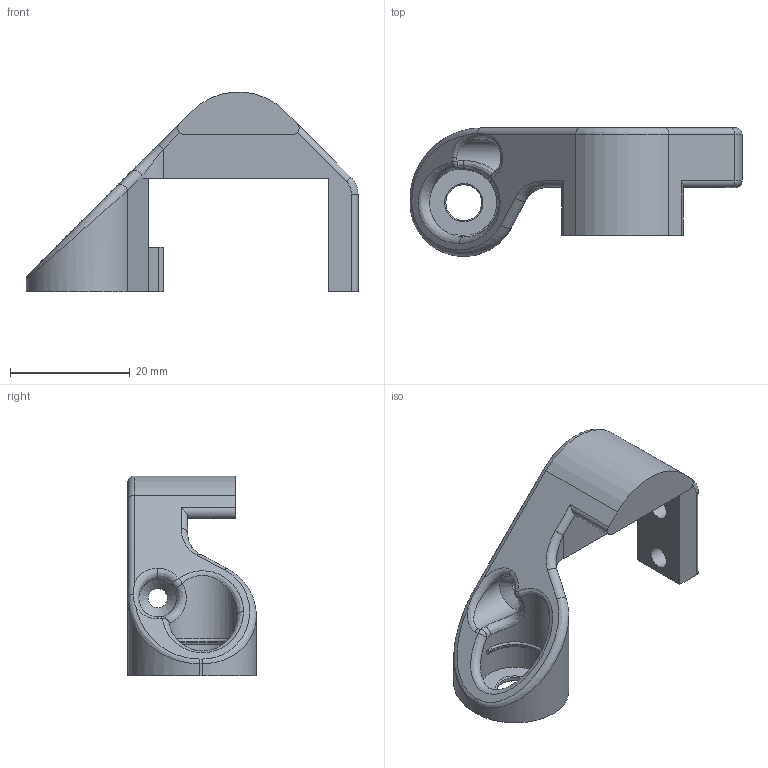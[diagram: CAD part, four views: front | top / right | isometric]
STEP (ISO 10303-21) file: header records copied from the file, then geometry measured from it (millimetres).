
FILE_DESCRIPTION(('HOOPS Exchange Step'),'2;1');
FILE_NAME('temp_export','2024-12-21T17:11:03+08:00',('27699'),('Shapr3D Limited'),'HOOPS Exchange 2024.6','Shapr3D','Authorized');
FILE_SCHEMA( ('AP242_MANAGED_MODEL_BASED_3D_ENGINEERING_MIM_LF {1 0 10303 442 1 1 4 }') );
Length unit declared in the file: millimetre
Products named in the file (1): Z轴丝杆-Z轴cnc主体连接件（上端）
Bounding box: 55.5 x 21.47 x 33.4 mm (x, y, z)
Volume: 8140.1 mm3; surface area: 4454.5 mm2
Topology: 1 solids, 1 shells, 71 faces, 197 edges, 126 vertices
Faces by surface type: cylinder 25, plane 21, bspline 12, torus 6, cone 5, sphere 2
Full cylindrical faces by diameter (mm): 3.2 x1, 3.6 x2, 6 x1, 11.5 x1
Entity records: 3500 total; most frequent: CARTESIAN_POINT 1724, ORIENTED_EDGE 394, DIRECTION 334, EDGE_CURVE 197, VERTEX_POINT 126, AXIS2_PLACEMENT_3D 124, VECTOR 86, LINE 86
